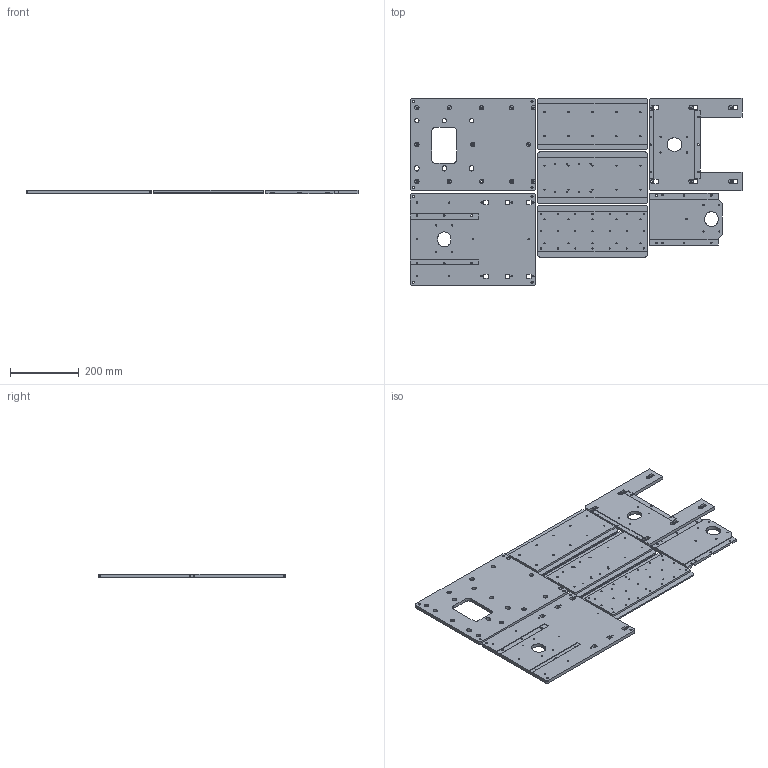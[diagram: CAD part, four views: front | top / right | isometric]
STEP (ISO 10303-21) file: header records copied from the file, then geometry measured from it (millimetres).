
FILE_DESCRIPTION(/* description */ (''),/* implementation_level */ '2;1');
FILE_NAME(/* name */ 'HATTOR~2',/* time_stamp */ '2017-07-02T18:11:13+02:00',/* author */ (''),/* organization */ (''),/* preprocessor_version */ 'ST-DEVELOPER v15',/* originating_system */ '',/* authorisation */ '');
FILE_SCHEMA (('AUTOMOTIVE_DESIGN'));
Length unit declared in the file: millimetre
Products named in the file (1): Document
Bounding box: 968.79 x 546.5 x 10 mm (x, y, z)
Volume: 3865589.7 mm3; surface area: 929212.1 mm2
Topology: 7 solids, 7 shells, 613 faces, 2087 edges, 1570 vertices
Faces by surface type: bspline 416, plane 197
Entity records: 28152 total; most frequent: CARTESIAN_POINT 16195, ORIENTED_EDGE 3504, EDGE_CURVE 1752, VERTEX_POINT 1168, EDGE_LOOP 936, B_SPLINE_CURVE_WITH_KNOTS 676, ADVANCED_FACE 613, FACE_OUTER_BOUND 613
